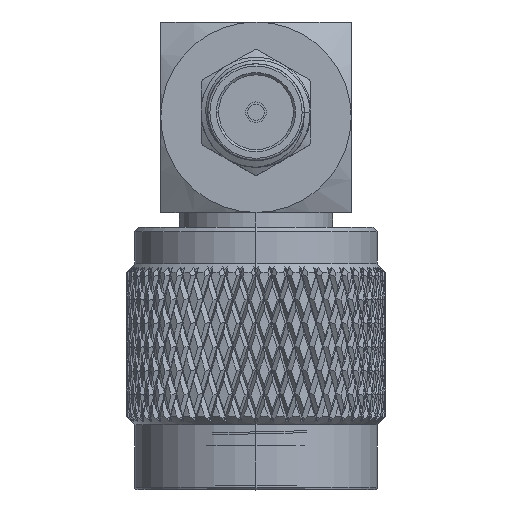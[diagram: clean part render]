
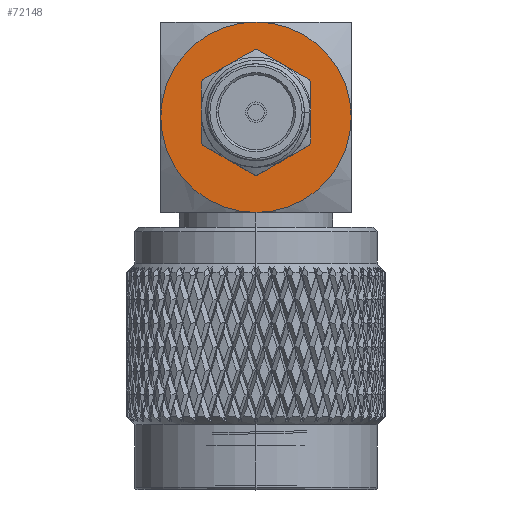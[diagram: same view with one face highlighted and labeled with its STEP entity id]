
A CAD part, top view. The second image highlights one B-rep face of the part: STEP entity #72148.
In plain terms, the highlighted planar face has unit normal (0, 0, 1).
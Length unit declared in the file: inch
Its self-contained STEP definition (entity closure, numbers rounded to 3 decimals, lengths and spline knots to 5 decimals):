
#1976 = EDGE_LOOP ( 'NONE', ( #16771, #39489 ) ) ;
#2406 = DIRECTION ( 'NONE',  ( 1., 0., 0. ) ) ;
#3061 = VERTEX_POINT ( 'NONE', #62574 ) ;
#4707 = DIRECTION ( 'NONE',  ( 1., 0., 0. ) ) ;
#5274 = ORIENTED_EDGE ( 'NONE', *, *, #81868, .T. ) ;
#8631 = CARTESIAN_POINT ( 'NONE',  ( 0.8465, 0., 0.2165 ) ) ;
#9660 = DIRECTION ( 'NONE',  ( 0., 0., -1. ) ) ;
#10415 = AXIS2_PLACEMENT_3D ( 'NONE', #26420, #34365, #19940 ) ;
#11204 = CARTESIAN_POINT ( 'NONE',  ( 0.63, 0., 0.2165 ) ) ;
#11707 = DIRECTION ( 'NONE',  ( -1., 0., 0. ) ) ;
#14144 = CARTESIAN_POINT ( 'NONE',  ( 0.8465, -0.2165, 0.2165 ) ) ;
#15131 = EDGE_CURVE ( 'NONE', #24074, #3061, #83334, .T. ) ;
#16771 = ORIENTED_EDGE ( 'NONE', *, *, #15131, .T. ) ;
#18588 = AXIS2_PLACEMENT_3D ( 'NONE', #37914, #44368, #2406 ) ;
#19713 = CIRCLE ( 'NONE', #57273, 0.2165 ) ;
#19940 = DIRECTION ( 'NONE',  ( 1., 0., 0. ) ) ;
#20364 = EDGE_LOOP ( 'NONE', ( #86479, #5274, #24349, #63516 ) ) ;
#20758 = AXIS2_PLACEMENT_3D ( 'NONE', #53349, #88902, #11707 ) ;
#20959 = VERTEX_POINT ( 'NONE', #14144 ) ;
#24074 = VERTEX_POINT ( 'NONE', #66011 ) ;
#24193 = EDGE_CURVE ( 'NONE', #67515, #32201, #19713, .T. ) ;
#24349 = ORIENTED_EDGE ( 'NONE', *, *, #24193, .T. ) ;
#26420 = CARTESIAN_POINT ( 'NONE',  ( 0.63, -0.2165, 0.2165 ) ) ;
#26713 = PLANE ( 'NONE',  #10415 ) ;
#29163 = DIRECTION ( 'NONE',  ( 1., 0., 0. ) ) ;
#30794 = DIRECTION ( 'NONE',  ( -1., 0., 0. ) ) ;
#32201 = VERTEX_POINT ( 'NONE', #11204 ) ;
#34365 = DIRECTION ( 'NONE',  ( 0., 0., 1. ) ) ;
#37914 = CARTESIAN_POINT ( 'NONE',  ( 0.8465, 0., 0.2165 ) ) ;
#39489 = ORIENTED_EDGE ( 'NONE', *, *, #64322, .T. ) ;
#44368 = DIRECTION ( 'NONE',  ( 0., 0., 1. ) ) ;
#45058 = EDGE_CURVE ( 'NONE', #20959, #49300, #63959, .T. ) ;
#46665 = CARTESIAN_POINT ( 'NONE',  ( 0.8465, 0., 0.2165 ) ) ;
#49300 = VERTEX_POINT ( 'NONE', #75405 ) ;
#49324 = DIRECTION ( 'NONE',  ( 0., 0., 1. ) ) ;
#51123 = EDGE_CURVE ( 'NONE', #32201, #20959, #89230, .T. ) ;
#53349 = CARTESIAN_POINT ( 'NONE',  ( 0.8465, 0., 0.2165 ) ) ;
#56294 = FACE_BOUND ( 'NONE', #1976, .T. ) ;
#57273 = AXIS2_PLACEMENT_3D ( 'NONE', #46665, #60181, #4707 ) ;
#60181 = DIRECTION ( 'NONE',  ( 0., 0., 1. ) ) ;
#60502 = CARTESIAN_POINT ( 'NONE',  ( 0.8465, 0., 0.2165 ) ) ;
#61491 = CIRCLE ( 'NONE', #20758, 0.09 ) ;
#62574 = CARTESIAN_POINT ( 'NONE',  ( 0.9365, 0., 0.2165 ) ) ;
#62713 = AXIS2_PLACEMENT_3D ( 'NONE', #8631, #49324, #29163 ) ;
#63516 = ORIENTED_EDGE ( 'NONE', *, *, #51123, .T. ) ;
#63959 = CIRCLE ( 'NONE', #18588, 0.2165 ) ;
#64200 = CARTESIAN_POINT ( 'NONE',  ( 0.8465, 0.2165, 0.2165 ) ) ;
#64322 = EDGE_CURVE ( 'NONE', #3061, #24074, #61491, .T. ) ;
#66011 = CARTESIAN_POINT ( 'NONE',  ( 0.7565, 0., 0.2165 ) ) ;
#67515 = VERTEX_POINT ( 'NONE', #64200 ) ;
#68246 = CIRCLE ( 'NONE', #62713, 0.2165 ) ;
#72148 = ADVANCED_FACE ( 'NONE', ( #56294, #87000 ), #26713, .T. ) ;
#75405 = CARTESIAN_POINT ( 'NONE',  ( 1.063, 0., 0.2165 ) ) ;
#80050 = CARTESIAN_POINT ( 'NONE',  ( 0.8465, 0., 0.2165 ) ) ;
#81321 = DIRECTION ( 'NONE',  ( 0., 0., 1. ) ) ;
#81868 = EDGE_CURVE ( 'NONE', #49300, #67515, #68246, .T. ) ;
#83334 = CIRCLE ( 'NONE', #89650, 0.09 ) ;
#86479 = ORIENTED_EDGE ( 'NONE', *, *, #45058, .T. ) ;
#87000 = FACE_OUTER_BOUND ( 'NONE', #20364, .T. ) ;
#88074 = DIRECTION ( 'NONE',  ( 1., 0., 0. ) ) ;
#88530 = AXIS2_PLACEMENT_3D ( 'NONE', #60502, #81321, #88074 ) ;
#88902 = DIRECTION ( 'NONE',  ( 0., 0., -1. ) ) ;
#89230 = CIRCLE ( 'NONE', #88530, 0.2165 ) ;
#89650 = AXIS2_PLACEMENT_3D ( 'NONE', #80050, #9660, #30794 ) ;
